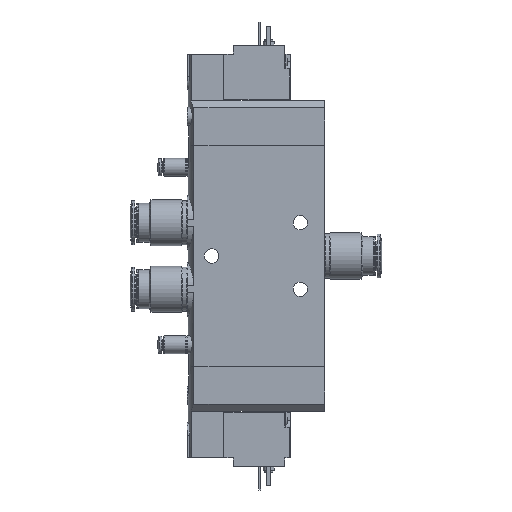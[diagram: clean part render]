
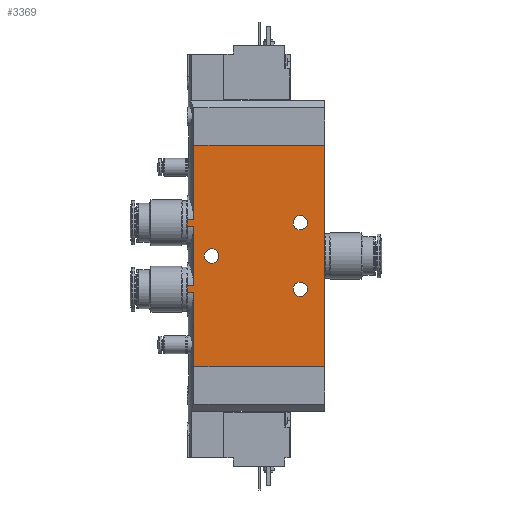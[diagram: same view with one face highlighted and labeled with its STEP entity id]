
A CAD part, left-side view. The second image highlights one B-rep face of the part: STEP entity #3369.
In plain terms, the highlighted face is planar.
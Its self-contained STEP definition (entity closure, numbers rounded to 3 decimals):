
#107=PLANE('',#4216);
#285=CIRCLE('',#4204,3.25);
#287=CIRCLE('',#4207,3.25);
#292=CIRCLE('',#4217,3.25);
#507=ORIENTED_EDGE('',*,*,#1376,.T.);
#508=ORIENTED_EDGE('',*,*,#1401,.T.);
#509=ORIENTED_EDGE('',*,*,#1392,.F.);
#510=ORIENTED_EDGE('',*,*,#1365,.T.);
#511=ORIENTED_EDGE('',*,*,#1378,.T.);
#512=ORIENTED_EDGE('',*,*,#1367,.T.);
#513=ORIENTED_EDGE('',*,*,#1396,.F.);
#514=ORIENTED_EDGE('',*,*,#1357,.T.);
#515=ORIENTED_EDGE('',*,*,#1381,.T.);
#516=ORIENTED_EDGE('',*,*,#1359,.T.);
#517=ORIENTED_EDGE('',*,*,#1388,.F.);
#518=ORIENTED_EDGE('',*,*,#1402,.F.);
#519=ORIENTED_EDGE('',*,*,#1386,.F.);
#520=ORIENTED_EDGE('',*,*,#1384,.F.);
#521=ORIENTED_EDGE('',*,*,#1403,.F.);
#1357=EDGE_CURVE('',#1815,#1814,#2145,.F.);
#1359=EDGE_CURVE('',#1816,#1817,#2146,.T.);
#1365=EDGE_CURVE('',#1823,#1822,#2149,.F.);
#1367=EDGE_CURVE('',#1824,#1825,#2150,.T.);
#1376=EDGE_CURVE('',#1834,#1833,#2154,.T.);
#1378=EDGE_CURVE('',#1822,#1824,#2156,.T.);
#1381=EDGE_CURVE('',#1814,#1816,#2158,.T.);
#1384=EDGE_CURVE('',#1837,#1837,#285,.F.);
#1386=EDGE_CURVE('',#1839,#1839,#287,.F.);
#1388=EDGE_CURVE('',#1841,#1817,#2160,.T.);
#1392=EDGE_CURVE('',#1823,#1844,#2162,.T.);
#1396=EDGE_CURVE('',#1815,#1825,#2164,.T.);
#1401=EDGE_CURVE('',#1833,#1844,#2168,.T.);
#1402=EDGE_CURVE('',#1834,#1841,#2169,.T.);
#1403=EDGE_CURVE('',#1848,#1848,#292,.F.);
#1814=VERTEX_POINT('',#5640);
#1815=VERTEX_POINT('',#5642);
#1816=VERTEX_POINT('',#5656);
#1817=VERTEX_POINT('',#5657);
#1822=VERTEX_POINT('',#5678);
#1823=VERTEX_POINT('',#5680);
#1824=VERTEX_POINT('',#5694);
#1825=VERTEX_POINT('',#5695);
#1833=VERTEX_POINT('',#5722);
#1834=VERTEX_POINT('',#5724);
#1837=VERTEX_POINT('',#5738);
#1839=VERTEX_POINT('',#5743);
#1841=VERTEX_POINT('',#5748);
#1844=VERTEX_POINT('',#5768);
#1848=VERTEX_POINT('',#5798);
#2145=LINE('',#5641,#2369);
#2146=LINE('',#5655,#2370);
#2149=LINE('',#5679,#2373);
#2150=LINE('',#5693,#2374);
#2154=LINE('',#5723,#2378);
#2156=LINE('',#5727,#2380);
#2158=LINE('',#5732,#2382);
#2160=LINE('',#5747,#2384);
#2162=LINE('',#5767,#2386);
#2164=LINE('',#5787,#2388);
#2168=LINE('',#5795,#2392);
#2169=LINE('',#5796,#2393);
#2369=VECTOR('',#4601,1000.);
#2370=VECTOR('',#4604,1000.);
#2373=VECTOR('',#4613,1000.);
#2374=VECTOR('',#4616,1000.);
#2378=VECTOR('',#4630,1000.);
#2380=VECTOR('',#4634,1000.);
#2382=VECTOR('',#4640,1000.);
#2384=VECTOR('',#4658,1000.);
#2386=VECTOR('',#4664,1000.);
#2388=VECTOR('',#4670,1000.);
#2392=VECTOR('',#4680,1000.);
#2393=VECTOR('',#4681,1000.);
#2617=EDGE_LOOP('',(#507,#508,#509,#510,#511,#512,#513,#514,#515,#516,#517,
#518));
#2618=EDGE_LOOP('',(#519));
#2619=EDGE_LOOP('',(#520));
#2620=EDGE_LOOP('',(#521));
#2958=FACE_BOUND('',#2617,.T.);
#2959=FACE_BOUND('',#2618,.T.);
#2960=FACE_BOUND('',#2619,.T.);
#2961=FACE_BOUND('',#2620,.T.);
#3369=ADVANCED_FACE('',(#2958,#2959,#2960,#2961),#107,.F.);
#4204=AXIS2_PLACEMENT_3D('',#5737,#4646,#4647);
#4207=AXIS2_PLACEMENT_3D('',#5742,#4652,#4653);
#4216=AXIS2_PLACEMENT_3D('',#5794,#4678,#4679);
#4217=AXIS2_PLACEMENT_3D('',#5797,#4682,#4683);
#4601=DIRECTION('',(0.,-1.,0.));
#4604=DIRECTION('',(0.,-1.,0.));
#4613=DIRECTION('',(0.,-1.,0.));
#4616=DIRECTION('',(0.,-1.,0.));
#4630=DIRECTION('',(-1.,0.,0.));
#4634=DIRECTION('',(1.,0.,0.));
#4640=DIRECTION('',(1.,0.,0.));
#4646=DIRECTION('',(0.,0.,1.));
#4647=DIRECTION('',(1.,0.,0.));
#4652=DIRECTION('',(0.,0.,1.));
#4653=DIRECTION('',(1.,0.,0.));
#4658=DIRECTION('',(-1.,0.,0.));
#4664=DIRECTION('',(-1.,0.,0.));
#4670=DIRECTION('',(-1.,0.,0.));
#4678=DIRECTION('',(0.,0.,1.));
#4679=DIRECTION('',(1.,0.,0.));
#4680=DIRECTION('',(0.,1.,0.));
#4681=DIRECTION('',(0.,1.,0.));
#4682=DIRECTION('',(0.,0.,1.));
#4683=DIRECTION('',(1.,0.,0.));
#5640=CARTESIAN_POINT('',(63.448,62.,-12.));
#5641=CARTESIAN_POINT('',(63.448,0.,-12.));
#5642=CARTESIAN_POINT('',(63.448,58.995,-12.));
#5655=CARTESIAN_POINT('',(66.552,0.,-12.));
#5656=CARTESIAN_POINT('',(66.552,62.,-12.));
#5657=CARTESIAN_POINT('',(66.552,58.995,-12.));
#5678=CARTESIAN_POINT('',(33.448,62.,-12.));
#5679=CARTESIAN_POINT('',(33.448,0.,-12.));
#5680=CARTESIAN_POINT('',(33.448,58.995,-12.));
#5693=CARTESIAN_POINT('',(36.552,0.,-12.));
#5694=CARTESIAN_POINT('',(36.552,62.,-12.));
#5695=CARTESIAN_POINT('',(36.552,58.995,-12.));
#5722=CARTESIAN_POINT('',(0.,0.,-12.));
#5723=CARTESIAN_POINT('',(100.,0.,-12.));
#5724=CARTESIAN_POINT('',(100.,0.,-12.));
#5727=CARTESIAN_POINT('',(35.,62.,-12.));
#5732=CARTESIAN_POINT('',(65.,62.,-12.));
#5737=CARTESIAN_POINT('',(35.,11.,-12.));
#5738=CARTESIAN_POINT('',(38.25,11.,-12.));
#5742=CARTESIAN_POINT('',(65.,11.,-12.));
#5743=CARTESIAN_POINT('',(68.25,11.,-12.));
#5747=CARTESIAN_POINT('',(100.,58.995,-12.));
#5748=CARTESIAN_POINT('',(100.,58.995,-12.));
#5767=CARTESIAN_POINT('',(100.,58.995,-12.));
#5768=CARTESIAN_POINT('',(0.,58.995,-12.));
#5787=CARTESIAN_POINT('',(100.,58.995,-12.));
#5794=CARTESIAN_POINT('',(100.,0.,-12.));
#5795=CARTESIAN_POINT('',(0.,0.,-12.));
#5796=CARTESIAN_POINT('',(100.,0.,-12.));
#5797=CARTESIAN_POINT('',(50.,51.,-12.));
#5798=CARTESIAN_POINT('',(53.25,51.,-12.));
